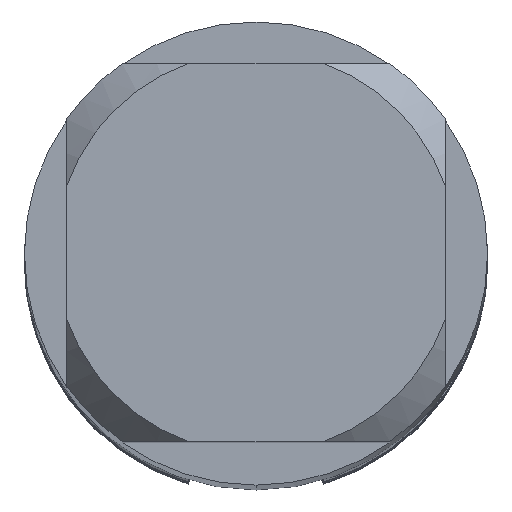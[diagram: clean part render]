
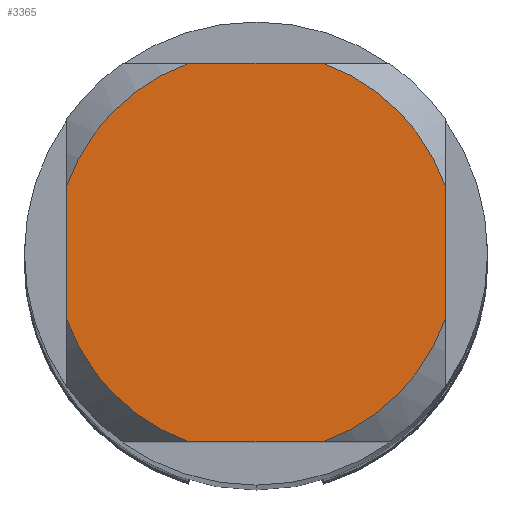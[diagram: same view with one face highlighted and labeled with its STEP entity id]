
A CAD part, top view. The second image highlights one B-rep face of the part: STEP entity #3365.
In plain terms, the highlighted planar face has unit normal (0, 0, 1).
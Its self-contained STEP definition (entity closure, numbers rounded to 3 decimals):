
#3081=VERTEX_POINT('',#7898);
#3365=ADVANCED_FACE('',(#8205),#8206,.T.);
#3625=VERTEX_POINT('',#8480);
#3729=EDGE_CURVE('',#3081,#6311,#8594,.T.);
#4163=EDGE_CURVE('',#4511,#3625,#9068,.T.);
#4241=EDGE_CURVE('',#4775,#6565,#9153,.T.);
#4511=VERTEX_POINT('',#9451);
#4597=EDGE_CURVE('',#3081,#4659,#9545,.T.);
#4659=VERTEX_POINT('',#9609);
#4775=VERTEX_POINT('',#9736);
#5055=EDGE_CURVE('',#4775,#6311,#10043,.T.);
#5201=VERTEX_POINT('',#10204);
#5947=EDGE_CURVE('',#5201,#4659,#11029,.T.);
#6193=EDGE_CURVE('',#5201,#3625,#11296,.T.);
#6311=VERTEX_POINT('',#11422);
#6565=VERTEX_POINT('',#11702);
#6969=EDGE_CURVE('',#4511,#6565,#12143,.T.);
#7898=CARTESIAN_POINT('',(-2.45,0.87,0.0));
#8205=FACE_OUTER_BOUND('',#14277,.T.);
#8206=PLANE('',#14278);
#8480=CARTESIAN_POINT('',(0.87,-2.45,0.0));
#8594=CIRCLE('',#14970,2.6);
#9068=CIRCLE('',#15840,2.6);
#9153=CIRCLE('',#16001,2.6);
#9451=CARTESIAN_POINT('',(2.45,-0.87,0.0));
#9545=LINE('',#16676,#16677);
#9609=CARTESIAN_POINT('',(-2.45,-0.87,0.0));
#9736=CARTESIAN_POINT('',(0.87,2.45,0.0));
#10043=LINE('',#17532,#17533);
#10204=CARTESIAN_POINT('',(-0.87,-2.45,0.0));
#11029=CIRCLE('',#19211,2.6);
#11296=LINE('',#19674,#19675);
#11422=CARTESIAN_POINT('',(-0.87,2.45,0.0));
#11702=CARTESIAN_POINT('',(2.45,0.87,0.0));
#12143=LINE('',#21163,#21164);
#14277=EDGE_LOOP('',(#22607,#22608,#22609,#22610,#22611,#22612,#22613,#22614));
#14278=AXIS2_PLACEMENT_3D('',#22615,#22616,#22617);
#14970=AXIS2_PLACEMENT_3D('',#22965,#22966,#22967);
#15840=AXIS2_PLACEMENT_3D('',#23502,#23503,#23504);
#16001=AXIS2_PLACEMENT_3D('',#23603,#23604,#23605);
#16676=CARTESIAN_POINT('',(-2.45,0.65,0.0));
#16677=VECTOR('',#24195,1.0);
#17532=CARTESIAN_POINT('',(0.0,2.45,0.0));
#17533=VECTOR('',#24733,1.0);
#19211=AXIS2_PLACEMENT_3D('',#25832,#25833,#25834);
#19674=CARTESIAN_POINT('',(0.0,-2.45,0.0));
#19675=VECTOR('',#26097,1.0);
#21163=CARTESIAN_POINT('',(2.45,0.65,0.0));
#21164=VECTOR('',#27164,1.0);
#22607=ORIENTED_EDGE('',*,*,#4597,.T.);
#22608=ORIENTED_EDGE('',*,*,#5947,.F.);
#22609=ORIENTED_EDGE('',*,*,#6193,.T.);
#22610=ORIENTED_EDGE('',*,*,#4163,.F.);
#22611=ORIENTED_EDGE('',*,*,#6969,.T.);
#22612=ORIENTED_EDGE('',*,*,#4241,.F.);
#22613=ORIENTED_EDGE('',*,*,#5055,.T.);
#22614=ORIENTED_EDGE('',*,*,#3729,.F.);
#22615=CARTESIAN_POINT('',(0.0,1.3,0.0));
#22616=DIRECTION('',(-0.0,0.0,1.0));
#22617=DIRECTION('',(0.0,-1.0,0.0));
#22965=CARTESIAN_POINT('',(0.0,0.0,0.0));
#22966=DIRECTION('',(0.0,0.0,-1.0));
#22967=DIRECTION('',(0.0,1.0,0.0));
#23502=CARTESIAN_POINT('',(0.0,0.0,0.0));
#23503=DIRECTION('',(0.0,0.0,-1.0));
#23504=DIRECTION('',(0.0,1.0,0.0));
#23603=CARTESIAN_POINT('',(0.0,0.0,0.0));
#23604=DIRECTION('',(0.0,0.0,-1.0));
#23605=DIRECTION('',(0.0,1.0,0.0));
#24195=DIRECTION('',(-0.0,-1.0,0.0));
#24733=DIRECTION('',(-1.0,0.0,0.0));
#25832=CARTESIAN_POINT('',(0.0,0.0,0.0));
#25833=DIRECTION('',(0.0,0.0,-1.0));
#25834=DIRECTION('',(0.0,1.0,0.0));
#26097=DIRECTION('',(1.0,0.0,0.0));
#27164=DIRECTION('',(-0.0,1.0,0.0));
